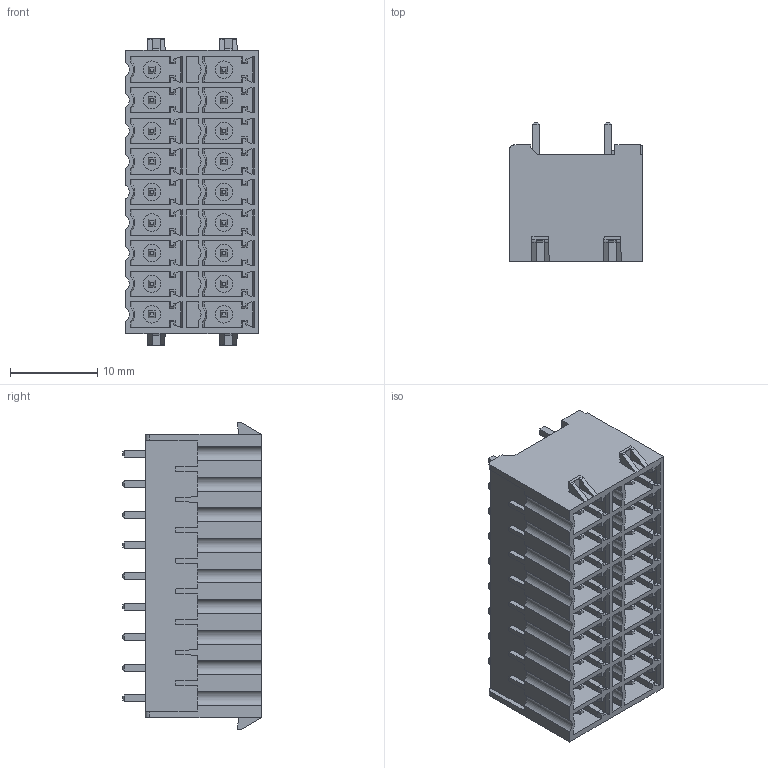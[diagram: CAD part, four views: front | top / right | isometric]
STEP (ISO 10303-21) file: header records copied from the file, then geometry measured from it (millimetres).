
FILE_DESCRIPTION((''),'2;1');
FILE_NAME('TLPHDL-007V-1','2024-09-14T08:47:35',('sheji109'),(''),'CREO PARAMETRIC BY PTC INC, 2018100','CREO PARAMETRIC BY PTC INC, 2018100','');
FILE_SCHEMA(('AUTOMOTIVE_DESIGN { 1 0 10303 214 1 1 1 1 }'));
Length unit declared in the file: millimetre
Products named in the file (1): TLPHDL-007V-1
Bounding box: 15.2 x 15.9 x 35.1 mm (x, y, z)
Volume: 4206.6 mm3; surface area: 6094.8 mm2
Topology: 1 solids, 22 shells, 1793 faces, 4757 edges, 3089 vertices
Faces by surface type: plane 1543, cylinder 161, cone 75, bspline 14
Entity records: 55385 total; most frequent: CARTESIAN_POINT 11060, ORIENTED_EDGE 9514, DIRECTION 8464, EDGE_CURVE 4757, VECTOR 4176, LINE 4176, VERTEX_POINT 3089, AXIS2_PLACEMENT_3D 2144
